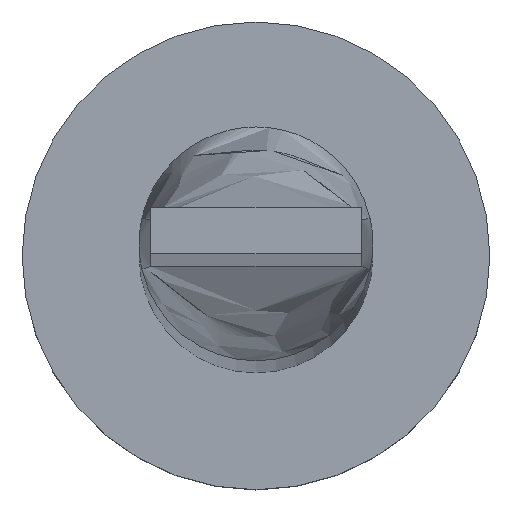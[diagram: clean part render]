
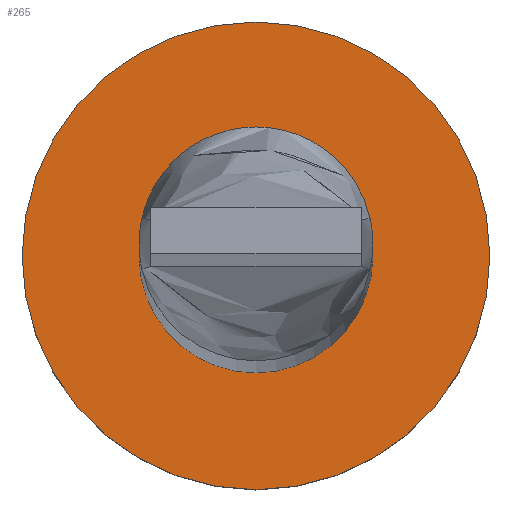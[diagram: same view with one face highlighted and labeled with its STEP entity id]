
A CAD part, top view. The second image highlights one B-rep face of the part: STEP entity #265.
In plain terms, the highlighted planar face has unit normal (0, 0, 1).
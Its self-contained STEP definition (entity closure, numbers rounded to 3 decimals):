
#5 = AXIS2_PLACEMENT_3D ( 'NONE', #305, #261, #331 ) ;
#12 = CARTESIAN_POINT ( 'NONE',  ( 0., 0., 3. ) ) ;
#25 = CIRCLE ( 'NONE', #374, 2.5 ) ;
#29 = CARTESIAN_POINT ( 'NONE',  ( 5., 0., 3. ) ) ;
#90 = CARTESIAN_POINT ( 'NONE',  ( 0., 0., 3. ) ) ;
#95 = DIRECTION ( 'NONE',  ( 1., 0., 0. ) ) ;
#113 = EDGE_CURVE ( 'NONE', #244, #496, #115, .T. ) ;
#115 = CIRCLE ( 'NONE', #5, 2.5 ) ;
#133 = DIRECTION ( 'NONE',  ( 0., 0., 1. ) ) ;
#154 = EDGE_LOOP ( 'NONE', ( #508, #544 ) ) ;
#179 = AXIS2_PLACEMENT_3D ( 'NONE', #90, #354, #537 ) ;
#181 = PLANE ( 'NONE',  #179 ) ;
#183 = FACE_BOUND ( 'NONE', #269, .T. ) ;
#238 = VERTEX_POINT ( 'NONE', #29 ) ;
#244 = VERTEX_POINT ( 'NONE', #393 ) ;
#254 = DIRECTION ( 'NONE',  ( 0., 0., 1. ) ) ;
#261 = DIRECTION ( 'NONE',  ( 0., 0., 1. ) ) ;
#265 = ADVANCED_FACE ( 'NONE', ( #183, #267 ), #181, .T. ) ;
#267 = FACE_OUTER_BOUND ( 'NONE', #154, .T. ) ;
#269 = EDGE_LOOP ( 'NONE', ( #366, #556 ) ) ;
#273 = EDGE_CURVE ( 'NONE', #496, #244, #25, .T. ) ;
#305 = CARTESIAN_POINT ( 'NONE',  ( 0., 0., 3. ) ) ;
#315 = EDGE_CURVE ( 'NONE', #238, #395, #357, .T. ) ;
#331 = DIRECTION ( 'NONE',  ( 1., 0., 0. ) ) ;
#354 = DIRECTION ( 'NONE',  ( 0., 0., 1. ) ) ;
#357 = CIRCLE ( 'NONE', #416, 5. ) ;
#366 = ORIENTED_EDGE ( 'NONE', *, *, #273, .F. ) ;
#367 = CARTESIAN_POINT ( 'NONE',  ( 0., 0., 3. ) ) ;
#374 = AXIS2_PLACEMENT_3D ( 'NONE', #448, #133, #398 ) ;
#393 = CARTESIAN_POINT ( 'NONE',  ( 2.5, 0., 3. ) ) ;
#395 = VERTEX_POINT ( 'NONE', #516 ) ;
#398 = DIRECTION ( 'NONE',  ( 1., 0., 0. ) ) ;
#416 = AXIS2_PLACEMENT_3D ( 'NONE', #367, #553, #95 ) ;
#430 = DIRECTION ( 'NONE',  ( 1., 0., 0. ) ) ;
#448 = CARTESIAN_POINT ( 'NONE',  ( 0., 0., 3. ) ) ;
#456 = EDGE_CURVE ( 'NONE', #395, #238, #485, .T. ) ;
#485 = CIRCLE ( 'NONE', #574, 5. ) ;
#496 = VERTEX_POINT ( 'NONE', #564 ) ;
#508 = ORIENTED_EDGE ( 'NONE', *, *, #456, .T. ) ;
#516 = CARTESIAN_POINT ( 'NONE',  ( -5., 0., 3. ) ) ;
#537 = DIRECTION ( 'NONE',  ( 1., 0., 0. ) ) ;
#544 = ORIENTED_EDGE ( 'NONE', *, *, #315, .T. ) ;
#553 = DIRECTION ( 'NONE',  ( 0., 0., 1. ) ) ;
#556 = ORIENTED_EDGE ( 'NONE', *, *, #113, .F. ) ;
#564 = CARTESIAN_POINT ( 'NONE',  ( -2.5, 0., 3. ) ) ;
#574 = AXIS2_PLACEMENT_3D ( 'NONE', #12, #254, #430 ) ;
